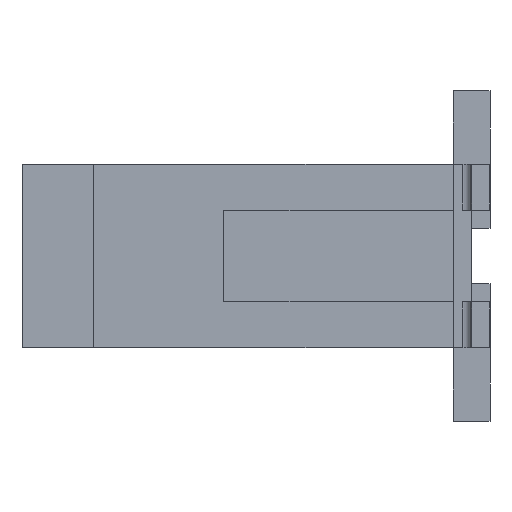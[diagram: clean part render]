
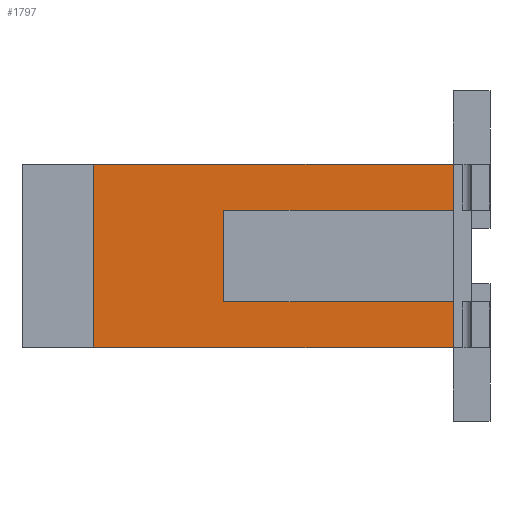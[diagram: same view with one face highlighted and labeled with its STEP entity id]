
A CAD part, left-side view. The second image highlights one B-rep face of the part: STEP entity #1797.
In plain terms, the highlighted planar face has unit normal (-1, 0, 0).
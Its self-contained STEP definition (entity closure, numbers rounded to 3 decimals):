
#47=FACE_OUTER_BOUND('',#143,.T.);
#143=EDGE_LOOP('',(#1204,#1205,#1206,#1207,#1208,#1209,#1210,#1211));
#248=LINE('',#2517,#498);
#262=LINE('',#2545,#512);
#263=LINE('',#2547,#513);
#264=LINE('',#2548,#514);
#265=LINE('',#2550,#515);
#266=LINE('',#2552,#516);
#267=LINE('',#2554,#517);
#268=LINE('',#2555,#518);
#498=VECTOR('',#2028,2.);
#512=VECTOR('',#2050,2.5);
#513=VECTOR('',#2051,0.5);
#514=VECTOR('',#2052,3.92);
#515=VECTOR('',#2053,3.92);
#516=VECTOR('',#2054,0.5);
#517=VECTOR('',#2055,2.5);
#518=VECTOR('',#2056,1.);
#748=VERTEX_POINT('',#2515);
#749=VERTEX_POINT('',#2516);
#758=VERTEX_POINT('',#2543);
#759=VERTEX_POINT('',#2544);
#760=VERTEX_POINT('',#2546);
#761=VERTEX_POINT('',#2549);
#762=VERTEX_POINT('',#2551);
#763=VERTEX_POINT('',#2553);
#920=EDGE_CURVE('',#748,#749,#248,.T.);
#934=EDGE_CURVE('',#758,#759,#262,.T.);
#935=EDGE_CURVE('',#758,#760,#263,.T.);
#936=EDGE_CURVE('',#760,#749,#264,.T.);
#937=EDGE_CURVE('',#761,#748,#265,.T.);
#938=EDGE_CURVE('',#761,#762,#266,.T.);
#939=EDGE_CURVE('',#763,#762,#267,.T.);
#940=EDGE_CURVE('',#759,#763,#268,.T.);
#1204=ORIENTED_EDGE('',*,*,#934,.F.);
#1205=ORIENTED_EDGE('',*,*,#935,.T.);
#1206=ORIENTED_EDGE('',*,*,#936,.T.);
#1207=ORIENTED_EDGE('',*,*,#920,.F.);
#1208=ORIENTED_EDGE('',*,*,#937,.F.);
#1209=ORIENTED_EDGE('',*,*,#938,.T.);
#1210=ORIENTED_EDGE('',*,*,#939,.F.);
#1211=ORIENTED_EDGE('',*,*,#940,.F.);
#1709=PLANE('',#1895);
#1797=ADVANCED_FACE('',(#47),#1709,.F.);
#1895=AXIS2_PLACEMENT_3D('',#2542,#2048,#2049);
#2028=DIRECTION('',(0.,0.,1.));
#2048=DIRECTION('center_axis',(1.,0.,0.));
#2049=DIRECTION('ref_axis',(0.,1.,0.));
#2050=DIRECTION('',(0.,1.,0.));
#2051=DIRECTION('',(0.,0.,1.));
#2052=DIRECTION('',(0.,1.,0.));
#2053=DIRECTION('',(0.,1.,0.));
#2054=DIRECTION('',(0.,0.,1.));
#2055=DIRECTION('',(0.,-1.,0.));
#2056=DIRECTION('',(0.,0.,-1.));
#2515=CARTESIAN_POINT('',(61.1,3.92,0.));
#2516=CARTESIAN_POINT('',(61.1,3.92,2.));
#2517=CARTESIAN_POINT('',(61.1,3.92,1.));
#2542=CARTESIAN_POINT('Origin',(61.1,0.,0.));
#2543=CARTESIAN_POINT('',(61.1,0.,1.5));
#2544=CARTESIAN_POINT('',(61.1,2.5,1.5));
#2545=CARTESIAN_POINT('',(61.1,0.,1.5));
#2546=CARTESIAN_POINT('',(61.1,0.,2.));
#2547=CARTESIAN_POINT('',(61.1,0.,0.));
#2548=CARTESIAN_POINT('',(61.1,0.,2.));
#2549=CARTESIAN_POINT('',(61.1,0.,0.));
#2550=CARTESIAN_POINT('',(61.1,0.,0.));
#2551=CARTESIAN_POINT('',(61.1,0.,0.5));
#2552=CARTESIAN_POINT('',(61.1,0.,0.));
#2553=CARTESIAN_POINT('',(61.1,2.5,0.5));
#2554=CARTESIAN_POINT('',(61.1,1.25,0.5));
#2555=CARTESIAN_POINT('',(61.1,2.5,0.75));
